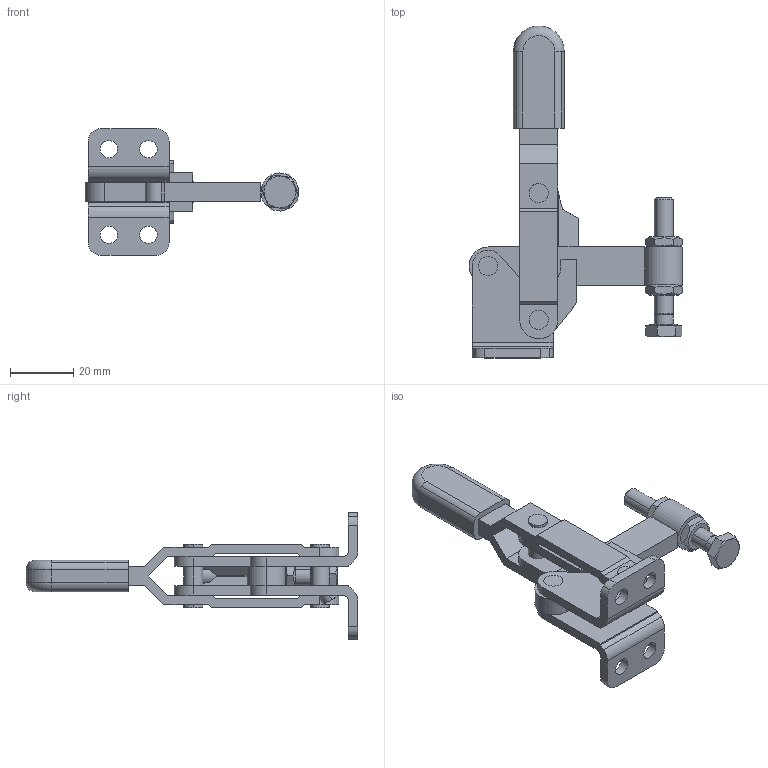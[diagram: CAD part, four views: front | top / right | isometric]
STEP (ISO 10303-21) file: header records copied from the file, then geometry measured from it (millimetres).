
FILE_DESCRIPTION((''),'2;1');
FILE_NAME('MG7SB.stp','2006-07-11T16:29:35',('Matthew'),(''),'Autodesk Inventor 8','Autodesk Inventor 8','');
FILE_SCHEMA(('AUTOMOTIVE_DESIGN { 1 0 10303 214 1 1 1 1 }'));
Length unit declared in the file: millimetre
Products named in the file (6): MG7SB; MG7SB1; MG7SB2; MG7SB3; MG7SB4; MG7SB5
Assembly tree (5 placements, depth 2):
  MG7SB
    MG7SB1
    MG7SB2
    MG7SB3
    MG7SB4
    MG7SB5
Bounding box: 67.5 x 104.76 x 40 mm (x, y, z)
Volume: 26081.6 mm3; surface area: 18796.5 mm2
Topology: 6 solids, 6 shells, 251 faces, 647 edges, 429 vertices
Faces by surface type: plane 95, cylinder 76, bspline 52, cone 26, torus 2
Entity records: 8094 total; most frequent: CARTESIAN_POINT 1812, ORIENTED_EDGE 1294, DIRECTION 1266, EDGE_CURVE 647, AXIS2_PLACEMENT_3D 449, VERTEX_POINT 429, VECTOR 368, LINE 368
